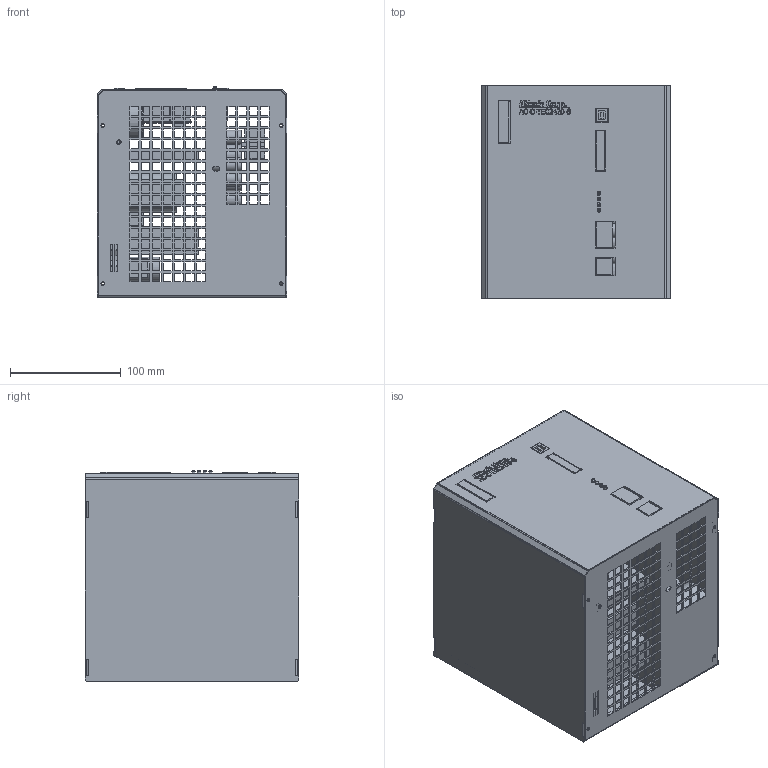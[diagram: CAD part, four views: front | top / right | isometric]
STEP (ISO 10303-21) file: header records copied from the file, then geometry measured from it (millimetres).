
FILE_DESCRIPTION(/* description */ (''),/* implementation_level */ '2;1');
FILE_NAME(/* name */ 'AC-C-TEC2420-8.stp',/* time_stamp */ '2023-06-13T14:41:53-04:00',/* author */ ('altec'),/* organization */ (''),/* preprocessor_version */ 'ST-DEVELOPER v19.2',/* originating_system */ 'Autodesk Inventor 2024',/* authorisation */ '');
FILE_SCHEMA (('AUTOMOTIVE_DESIGN { 1 0 10303 214 3 1 1 }'));
Products named in the file (56): AC-C-TEC2420-8; ACC-TEC2420-8_1; ACC-TEC2420-8_1_1; ACC-TEC2420-8_2; ACC-TEC2420-8_3; ACC-TEC2420-8_4; ACC-TEC2420-8_5; ACC-TEC2420-8_6; ACC-TEC2420-8_7; ACC-TEC2420-8_8; ACC-TEC2420-8_9; ACC-TEC2420-8_10; ACC-TEC2420-8_11; ACC-TEC2420-8_12; ACC-TEC2420-8_13; ACC-TEC2420-8_14; ACC-TEC2420-8_15; ACC-TEC2420-8_16; ACC-TEC2420-8_17; ACC-TEC2420-8_18; ACC-TEC2420-8_19; ACC-TEC2420-8_20; ACC-TEC2420-8_21; ACC-TEC2420-8_22; ACC-TEC2420-8_23; ACC-TEC2420-8_24; ACC-TEC2420-8_25; ACC-TEC2420-8_26; ACC-TEC2420-8_27; ACC-TEC2420-8_28; ACC-TEC2420-8_29; ACC-TEC2420-8_30; ACC-TEC2420-8_31; ACC-TEC2420-8_32; ACC-TEC2420-8_33; ACC-TEC2420-8_34; ACC-TEC2420-8_35; ACC-TEC2420-8_36; ACC-TEC2420-8_37; ACC-TEC2420-8_39 ...
Assembly tree (55 placements, depth 2):
  AC-C-TEC2420-8
    ACC-TEC2420-8_1
    ACC-TEC2420-8_1_1
    ACC-TEC2420-8_2
    ACC-TEC2420-8_3
    ACC-TEC2420-8_4
    ACC-TEC2420-8_5
    ACC-TEC2420-8_6
    ACC-TEC2420-8_7
    ACC-TEC2420-8_8
    ACC-TEC2420-8_9
    ACC-TEC2420-8_10
    ACC-TEC2420-8_11
    ACC-TEC2420-8_12
    ACC-TEC2420-8_13
    ACC-TEC2420-8_14
    ACC-TEC2420-8_15
    ACC-TEC2420-8_16
    ACC-TEC2420-8_17
    ACC-TEC2420-8_18
    ACC-TEC2420-8_19
    ACC-TEC2420-8_20
    ACC-TEC2420-8_21
    ACC-TEC2420-8_22
    ACC-TEC2420-8_23
    ACC-TEC2420-8_24
    ACC-TEC2420-8_25
    ACC-TEC2420-8_26
    ACC-TEC2420-8_27
    ACC-TEC2420-8_28
    ACC-TEC2420-8_29
    ACC-TEC2420-8_30
    ACC-TEC2420-8_31
    ACC-TEC2420-8_32
    ACC-TEC2420-8_33
    ACC-TEC2420-8_34
    ACC-TEC2420-8_35
    ACC-TEC2420-8_36
    ACC-TEC2420-8_37
    ACC-TEC2420-8_39
    ACC-TEC2420-8_40
    ACC-TEC2420-8_41
    ACC-TEC2420-8_42
    ACC-TEC2420-8_43
    ACC-TEC2420-8_45
    ACC-TEC2420-8_46
    ACC-TEC2420-8_47
    ACC-TEC2420-8_48
    ACC-TEC2420-8_49
    ACC-TEC2420-8_50
    ACC-TEC2420-8_51
    ACC-TEC2420-8_52
    ACC-TEC2420-8_53
    ACC-TEC2420-8_54
    ACC-TEC2420-8_55
    ACC-TEC2420-8_56
Bounding box: 171.19 x 192.5 x 190.08 mm (x, y, z)
Volume: 1641252.5 mm3; surface area: 789920.8 mm2
Topology: 87 solids, 91 shells, 2990 faces, 8285 edges, 5518 vertices
Faces by surface type: plane 2585, cylinder 300, bspline 105
Full cylindrical faces by diameter (mm): 0.65 x2, 1.4 x8, 2.46 x13, 2.5 x8, 3 x8, 3.2 x8, 3.5 x4, 4.1 x3, 4.2 x9, 4.5 x2, 13 x21, 22 x2, 35 x10, 36.6 x1, 37 x2
Entity records: 99439 total; most frequent: CARTESIAN_POINT 18321, ORIENTED_EDGE 16566, DIRECTION 14703, EDGE_CURVE 8285, LINE 7455, VECTOR 7455, VERTEX_POINT 5518, EDGE_LOOP 3829
